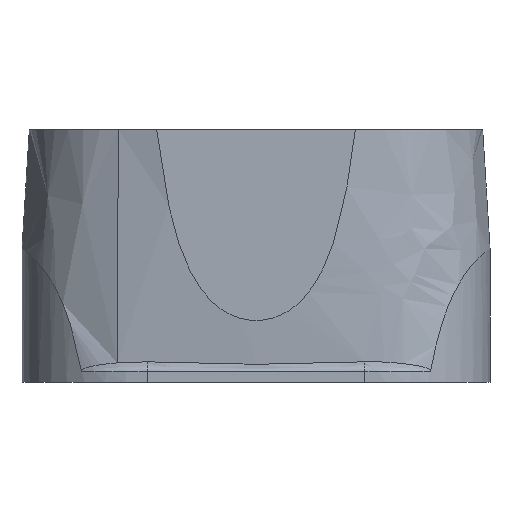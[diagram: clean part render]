
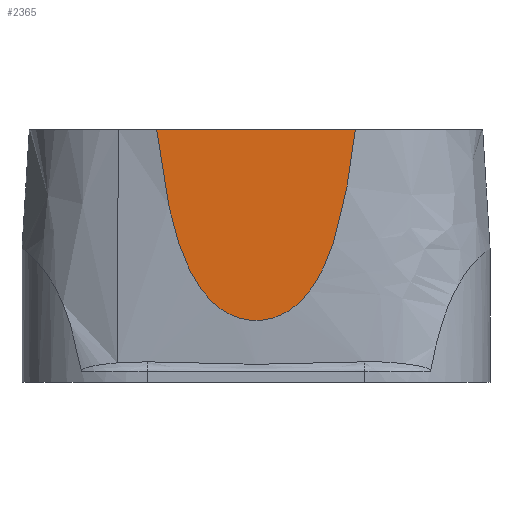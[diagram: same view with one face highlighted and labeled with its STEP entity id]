
A CAD part, front view. The second image highlights one B-rep face of the part: STEP entity #2365.
In plain terms, the highlighted planar face has unit normal (0, -1, 0).
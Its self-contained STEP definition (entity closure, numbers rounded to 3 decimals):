
#84 = LINE ( 'NONE', #3069, #994 ) ;
#95 = CARTESIAN_POINT ( 'NONE',  ( 15.15, -49.5, 29.939 ) ) ;
#108 = CARTESIAN_POINT ( 'NONE',  ( 39.269, -49.5, 100. ) ) ;
#133 = CARTESIAN_POINT ( 'NONE',  ( 9.369, -49.5, 26.395 ) ) ;
#309 = CARTESIAN_POINT ( 'NONE',  ( -27.016, -49.5, 46.116 ) ) ;
#319 = CARTESIAN_POINT ( 'NONE',  ( -31.706, -49.5, 58.686 ) ) ;
#379 = CARTESIAN_POINT ( 'NONE',  ( 18.713, -49.5, 33.172 ) ) ;
#390 = EDGE_CURVE ( 'NONE', #3190, #2081, #84, .T. ) ;
#394 = CARTESIAN_POINT ( 'NONE',  ( 28.175, -49.5, 48.77 ) ) ;
#423 = CARTESIAN_POINT ( 'NONE',  ( 11.939, -49.5, 27.756 ) ) ;
#640 = CARTESIAN_POINT ( 'NONE',  ( -16.712, -49.5, 31.272 ) ) ;
#663 = CARTESIAN_POINT ( 'NONE',  ( -38.341, -49.5, 92.402 ) ) ;
#681 = CARTESIAN_POINT ( 'NONE',  ( 29.906, -49.5, 53.267 ) ) ;
#691 = CARTESIAN_POINT ( 'NONE',  ( 3.774, -49.5, 24.807 ) ) ;
#708 = CARTESIAN_POINT ( 'NONE',  ( 4.728, -49.5, 24.986 ) ) ;
#735 = CARTESIAN_POINT ( 'NONE',  ( -2.487, -49.5, 24.63 ) ) ;
#902 = CARTESIAN_POINT ( 'NONE',  ( -17.772, -49.5, 32.274 ) ) ;
#912 = CARTESIAN_POINT ( 'NONE',  ( -21.282, -49.5, 36.24 ) ) ;
#940 = CARTESIAN_POINT ( 'NONE',  ( -28.172, -49.5, 48.763 ) ) ;
#954 = CARTESIAN_POINT ( 'NONE',  ( -36.645, -49.5, 81.039 ) ) ;
#963 = DIRECTION ( 'NONE',  ( -1., 0., 0. ) ) ;
#983 = CARTESIAN_POINT ( 'NONE',  ( 24.394, -49.5, 40.971 ) ) ;
#994 = VECTOR ( 'NONE', #963, 1000. ) ;
#998 = CARTESIAN_POINT ( 'NONE',  ( 12.778, -49.5, 28.263 ) ) ;
#1012 = CARTESIAN_POINT ( 'NONE',  ( 32.728, -49.5, 62.404 ) ) ;
#1027 = CARTESIAN_POINT ( 'NONE',  ( -1.032, -49.5, 24.518 ) ) ;
#1244 = CARTESIAN_POINT ( 'NONE',  ( -25.336, -49.5, 42.678 ) ) ;
#1257 = CARTESIAN_POINT ( 'NONE',  ( 25.323, -49.5, 42.652 ) ) ;
#1294 = CARTESIAN_POINT ( 'NONE',  ( 35.277, -49.5, 73.553 ) ) ;
#1307 = CARTESIAN_POINT ( 'NONE',  ( 34.509, -49.5, 69.818 ) ) ;
#1320 = CARTESIAN_POINT ( 'NONE',  ( 26.605, -49.5, 45.238 ) ) ;
#1378 = CARTESIAN_POINT ( 'NONE',  ( -39.269, -49.5, 100. ) ) ;
#1419 = EDGE_LOOP ( 'NONE', ( #3895, #1514 ) ) ;
#1514 = ORIENTED_EDGE ( 'NONE', *, *, #2674, .T. ) ;
#1522 = CARTESIAN_POINT ( 'NONE',  ( -17.423, -49.5, 31.933 ) ) ;
#1547 = CARTESIAN_POINT ( 'NONE',  ( -29.897, -49.5, 53.244 ) ) ;
#1577 = CARTESIAN_POINT ( 'NONE',  ( 27.799, -49.5, 47.876 ) ) ;
#1605 = B_SPLINE_CURVE_WITH_KNOTS ( 'NONE', 3,
 ( #1841, #2168, #663, #2122, #954, #3062, #2105, #3680, #319, #1547, #1825, #940, #3033, #309, #2439, #1244, #3367, #2424, #912, #2411, #2714, #902, #1522, #640, #3018, #3325, #2142, #2747, #3047, #1857, #3426, #1608, #3395, #2226, #3440, #735, #1919, #1027, #3740, #3726, #2788, #1870, #691, #708, #2850, #2821, #133, #423, #998, #2486, #95, #2199, #379, #3105, #1887, #983, #1257, #1320, #2183, #1577, #394, #2807, #681, #3120, #1012, #1307, #1294, #3713, #3412, #2531, #3381, #108 ),
 .UNSPECIFIED., .F., .F.,
 ( 4, 2, 2, 2, 2, 2, 2, 2, 2, 2, 2, 2, 2, 2, 2, 2, 2, 2, 2, 2, 2, 2, 2, 2, 2, 2, 2, 2, 2, 2, 2, 2, 2, 2, 2, 4 ),
 ( 0.045, 0.056, 0.068, 0.079, 0.091, 0.097, 0.099, 0.102, 0.108, 0.114, 0.117, 0.118, 0.12, 0.125, 0.127, 0.128, 0.131, 0.134, 0.135, 0.137, 0.14, 0.141, 0.143, 0.148, 0.151, 0.154, 0.16, 0.165, 0.171, 0.174, 0.177, 0.183, 0.194, 0.206, 0.217, 0.229 ),
 .UNSPECIFIED. ) ;
#1608 = CARTESIAN_POINT ( 'NONE',  ( -7.664, -49.5, 25.788 ) ) ;
#1719 = DIRECTION ( 'NONE',  ( 0., -1., 0. ) ) ;
#1825 = CARTESIAN_POINT ( 'NONE',  ( -29.246, -49.5, 51.442 ) ) ;
#1841 = CARTESIAN_POINT ( 'NONE',  ( -39.269, -49.5, 100. ) ) ;
#1857 = CARTESIAN_POINT ( 'NONE',  ( -9.454, -49.5, 26.508 ) ) ;
#1870 = CARTESIAN_POINT ( 'NONE',  ( 3.297, -49.5, 24.733 ) ) ;
#1887 = CARTESIAN_POINT ( 'NONE',  ( 22.342, -49.5, 37.723 ) ) ;
#1919 = CARTESIAN_POINT ( 'NONE',  ( -2., -49.5, 24.582 ) ) ;
#2081 = VERTEX_POINT ( 'NONE', #1378 ) ;
#2105 = CARTESIAN_POINT ( 'NONE',  ( -34.501, -49.5, 69.78 ) ) ;
#2122 = CARTESIAN_POINT ( 'NONE',  ( -37.251, -49.5, 84.823 ) ) ;
#2137 = CARTESIAN_POINT ( 'NONE',  ( 39.269, -49.5, 100. ) ) ;
#2142 = CARTESIAN_POINT ( 'NONE',  ( -12.919, -49.5, 28.287 ) ) ;
#2168 = CARTESIAN_POINT ( 'NONE',  ( -38.827, -49.5, 96.199 ) ) ;
#2183 = CARTESIAN_POINT ( 'NONE',  ( 27.014, -49.5, 46.111 ) ) ;
#2199 = CARTESIAN_POINT ( 'NONE',  ( 17.361, -49.5, 31.796 ) ) ;
#2226 = CARTESIAN_POINT ( 'NONE',  ( -4.887, -49.5, 25.005 ) ) ;
#2319 = PLANE ( 'NONE',  #3070 ) ;
#2332 = DIRECTION ( 'NONE',  ( -1., 0., 0. ) ) ;
#2365 = ADVANCED_FACE ( 'NONE', ( #3472 ), #2319, .T. ) ;
#2411 = CARTESIAN_POINT ( 'NONE',  ( -19.439, -49.5, 34.031 ) ) ;
#2424 = CARTESIAN_POINT ( 'NONE',  ( -22.388, -49.5, 37.791 ) ) ;
#2439 = CARTESIAN_POINT ( 'NONE',  ( -26.61, -49.5, 45.248 ) ) ;
#2486 = CARTESIAN_POINT ( 'NONE',  ( 14.382, -49.5, 29.354 ) ) ;
#2531 = CARTESIAN_POINT ( 'NONE',  ( 38.341, -49.5, 92.397 ) ) ;
#2674 = EDGE_CURVE ( 'NONE', #2081, #3190, #1605, .T. ) ;
#2714 = CARTESIAN_POINT ( 'NONE',  ( -18.794, -49.5, 33.314 ) ) ;
#2747 = CARTESIAN_POINT ( 'NONE',  ( -10.771, -49.5, 27.135 ) ) ;
#2788 = CARTESIAN_POINT ( 'NONE',  ( 1.86, -49.5, 24.555 ) ) ;
#2807 = CARTESIAN_POINT ( 'NONE',  ( 29.253, -49.5, 51.46 ) ) ;
#2821 = CARTESIAN_POINT ( 'NONE',  ( 7.571, -49.5, 25.691 ) ) ;
#2850 = CARTESIAN_POINT ( 'NONE',  ( 5.206, -49.5, 25.091 ) ) ;
#3018 = CARTESIAN_POINT ( 'NONE',  ( -16.35, -49.5, 30.95 ) ) ;
#3033 = CARTESIAN_POINT ( 'NONE',  ( -27.797, -49.5, 47.873 ) ) ;
#3047 = CARTESIAN_POINT ( 'NONE',  ( -10.334, -49.5, 26.916 ) ) ;
#3062 = CARTESIAN_POINT ( 'NONE',  ( -35.271, -49.5, 73.519 ) ) ;
#3069 = CARTESIAN_POINT ( 'NONE',  ( -43., -49.5, 100. ) ) ;
#3070 = AXIS2_PLACEMENT_3D ( 'NONE', #3548, #1719, #2332 ) ;
#3105 = CARTESIAN_POINT ( 'NONE',  ( 21.218, -49.5, 36.153 ) ) ;
#3120 = CARTESIAN_POINT ( 'NONE',  ( 31.717, -49.5, 58.723 ) ) ;
#3190 = VERTEX_POINT ( 'NONE', #2137 ) ;
#3325 = CARTESIAN_POINT ( 'NONE',  ( -14.505, -49.5, 29.388 ) ) ;
#3367 = CARTESIAN_POINT ( 'NONE',  ( -24.415, -49.5, 41.01 ) ) ;
#3381 = CARTESIAN_POINT ( 'NONE',  ( 38.827, -49.5, 96.196 ) ) ;
#3395 = CARTESIAN_POINT ( 'NONE',  ( -6.75, -49.5, 25.489 ) ) ;
#3412 = CARTESIAN_POINT ( 'NONE',  ( 37.251, -49.5, 84.829 ) ) ;
#3426 = CARTESIAN_POINT ( 'NONE',  ( -9.01, -49.5, 26.318 ) ) ;
#3440 = CARTESIAN_POINT ( 'NONE',  ( -3.938, -49.5, 24.819 ) ) ;
#3472 = FACE_OUTER_BOUND ( 'NONE', #1419, .T. ) ;
#3548 = CARTESIAN_POINT ( 'NONE',  ( -43., -49.5, 260. ) ) ;
#3680 = CARTESIAN_POINT ( 'NONE',  ( -32.718, -49.5, 62.364 ) ) ;
#3713 = CARTESIAN_POINT ( 'NONE',  ( 36.649, -49.5, 81.058 ) ) ;
#3726 = CARTESIAN_POINT ( 'NONE',  ( 0.899, -49.5, 24.497 ) ) ;
#3740 = CARTESIAN_POINT ( 'NONE',  ( -0.548, -49.5, 24.501 ) ) ;
#3895 = ORIENTED_EDGE ( 'NONE', *, *, #390, .T. ) ;
